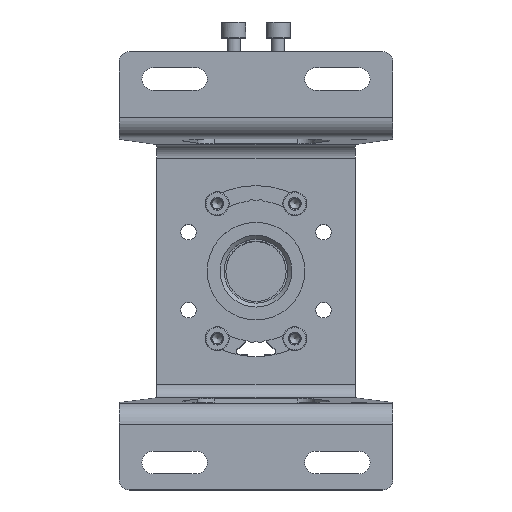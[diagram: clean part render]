
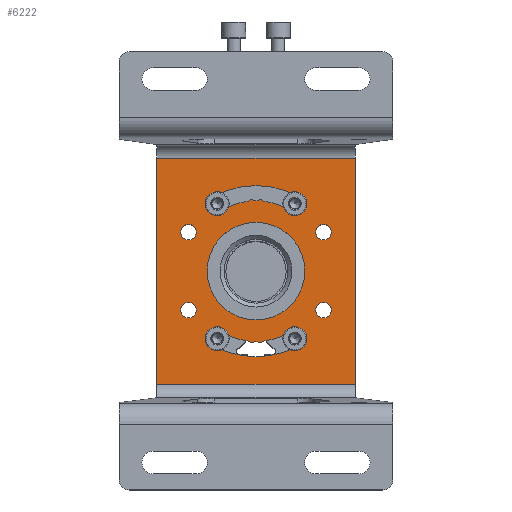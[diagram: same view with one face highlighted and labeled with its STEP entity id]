
A CAD part, top view. The second image highlights one B-rep face of the part: STEP entity #6222.
In plain terms, the highlighted face is planar.
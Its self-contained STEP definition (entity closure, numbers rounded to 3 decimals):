
#430=LINE('',#10296,#942);
#431=LINE('',#10299,#943);
#432=LINE('',#10301,#944);
#433=LINE('',#10303,#945);
#942=VECTOR('',#8325,1000.);
#943=VECTOR('',#8326,1000.);
#944=VECTOR('',#8327,1000.);
#945=VECTOR('',#8328,1000.);
#1291=PLANE('',#6887);
#1596=CIRCLE('',#6888,2.25);
#1597=CIRCLE('',#6889,2.25);
#1598=CIRCLE('',#6890,2.25);
#1599=CIRCLE('',#6891,2.25);
#1600=CIRCLE('',#6892,2.25);
#1601=CIRCLE('',#6893,25.);
#1602=CIRCLE('',#6894,2.25);
#1603=CIRCLE('',#6895,20.5);
#1604=CIRCLE('',#6896,5.);
#1605=CIRCLE('',#6897,0.5);
#1606=CIRCLE('',#6898,2.15);
#1607=CIRCLE('',#6899,0.5);
#1608=CIRCLE('',#6900,5.);
#1609=CIRCLE('',#6901,20.5);
#1610=CIRCLE('',#6902,14.25);
#1611=CIRCLE('',#6903,5.);
#1612=CIRCLE('',#6904,20.5);
#1613=CIRCLE('',#6905,2.25);
#1614=CIRCLE('',#6906,25.);
#1615=CIRCLE('',#6907,2.25);
#1616=CIRCLE('',#6908,20.5);
#1617=CIRCLE('',#6909,5.);
#1618=CIRCLE('',#6910,0.5);
#1619=CIRCLE('',#6911,2.15);
#1620=CIRCLE('',#6912,0.5);
#2619=ORIENTED_EDGE('',*,*,#3878,.T.);
#2620=ORIENTED_EDGE('',*,*,#3879,.T.);
#2621=ORIENTED_EDGE('',*,*,#3880,.T.);
#2622=ORIENTED_EDGE('',*,*,#3881,.T.);
#2623=ORIENTED_EDGE('',*,*,#3882,.T.);
#2624=ORIENTED_EDGE('',*,*,#3883,.T.);
#2625=ORIENTED_EDGE('',*,*,#3884,.T.);
#2626=ORIENTED_EDGE('',*,*,#3885,.F.);
#2627=ORIENTED_EDGE('',*,*,#3886,.T.);
#2628=ORIENTED_EDGE('',*,*,#3887,.F.);
#2629=ORIENTED_EDGE('',*,*,#3888,.T.);
#2630=ORIENTED_EDGE('',*,*,#3889,.F.);
#2631=ORIENTED_EDGE('',*,*,#3890,.T.);
#2632=ORIENTED_EDGE('',*,*,#3891,.F.);
#2633=ORIENTED_EDGE('',*,*,#3892,.T.);
#2634=ORIENTED_EDGE('',*,*,#3893,.F.);
#2635=ORIENTED_EDGE('',*,*,#3894,.T.);
#2636=ORIENTED_EDGE('',*,*,#3895,.F.);
#2637=ORIENTED_EDGE('',*,*,#3896,.F.);
#2638=ORIENTED_EDGE('',*,*,#3897,.F.);
#2639=ORIENTED_EDGE('',*,*,#3898,.T.);
#2640=ORIENTED_EDGE('',*,*,#3899,.F.);
#2641=ORIENTED_EDGE('',*,*,#3900,.F.);
#2642=ORIENTED_EDGE('',*,*,#3901,.F.);
#2643=ORIENTED_EDGE('',*,*,#3902,.T.);
#2644=ORIENTED_EDGE('',*,*,#3903,.F.);
#2645=ORIENTED_EDGE('',*,*,#3904,.T.);
#2646=ORIENTED_EDGE('',*,*,#3905,.F.);
#2647=ORIENTED_EDGE('',*,*,#3906,.T.);
#3878=EDGE_CURVE('',#4612,#4612,#1596,.T.);
#3879=EDGE_CURVE('',#4613,#4613,#1597,.T.);
#3880=EDGE_CURVE('',#4614,#4614,#1598,.T.);
#3881=EDGE_CURVE('',#4615,#4615,#1599,.T.);
#3882=EDGE_CURVE('',#4616,#4617,#1600,.T.);
#3883=EDGE_CURVE('',#4617,#4618,#1601,.T.);
#3884=EDGE_CURVE('',#4618,#4619,#1602,.T.);
#3885=EDGE_CURVE('',#4620,#4619,#1603,.T.);
#3886=EDGE_CURVE('',#4620,#4621,#1604,.T.);
#3887=EDGE_CURVE('',#4622,#4621,#1605,.T.);
#3888=EDGE_CURVE('',#4622,#4623,#1606,.T.);
#3889=EDGE_CURVE('',#4624,#4623,#1607,.T.);
#3890=EDGE_CURVE('',#4624,#4625,#1608,.T.);
#3891=EDGE_CURVE('',#4616,#4625,#1609,.T.);
#3892=EDGE_CURVE('',#4626,#4626,#1610,.T.);
#3893=EDGE_CURVE('',#4627,#4628,#430,.T.);
#3894=EDGE_CURVE('',#4627,#4629,#431,.T.);
#3895=EDGE_CURVE('',#4630,#4629,#432,.T.);
#3896=EDGE_CURVE('',#4628,#4630,#433,.T.);
#3897=EDGE_CURVE('',#4631,#4632,#1611,.F.);
#3898=EDGE_CURVE('',#4631,#4633,#1612,.F.);
#3899=EDGE_CURVE('',#4634,#4633,#1613,.F.);
#3900=EDGE_CURVE('',#4635,#4634,#1614,.F.);
#3901=EDGE_CURVE('',#4636,#4635,#1615,.F.);
#3902=EDGE_CURVE('',#4636,#4637,#1616,.F.);
#3903=EDGE_CURVE('',#4638,#4637,#1617,.F.);
#3904=EDGE_CURVE('',#4638,#4639,#1618,.F.);
#3905=EDGE_CURVE('',#4640,#4639,#1619,.F.);
#3906=EDGE_CURVE('',#4640,#4632,#1620,.F.);
#4612=VERTEX_POINT('',#10267);
#4613=VERTEX_POINT('',#10269);
#4614=VERTEX_POINT('',#10271);
#4615=VERTEX_POINT('',#10273);
#4616=VERTEX_POINT('',#10275);
#4617=VERTEX_POINT('',#10276);
#4618=VERTEX_POINT('',#10278);
#4619=VERTEX_POINT('',#10280);
#4620=VERTEX_POINT('',#10282);
#4621=VERTEX_POINT('',#10284);
#4622=VERTEX_POINT('',#10286);
#4623=VERTEX_POINT('',#10288);
#4624=VERTEX_POINT('',#10290);
#4625=VERTEX_POINT('',#10292);
#4626=VERTEX_POINT('',#10295);
#4627=VERTEX_POINT('',#10297);
#4628=VERTEX_POINT('',#10298);
#4629=VERTEX_POINT('',#10300);
#4630=VERTEX_POINT('',#10302);
#4631=VERTEX_POINT('',#10305);
#4632=VERTEX_POINT('',#10306);
#4633=VERTEX_POINT('',#10308);
#4634=VERTEX_POINT('',#10310);
#4635=VERTEX_POINT('',#10312);
#4636=VERTEX_POINT('',#10314);
#4637=VERTEX_POINT('',#10316);
#4638=VERTEX_POINT('',#10318);
#4639=VERTEX_POINT('',#10320);
#4640=VERTEX_POINT('',#10322);
#5158=EDGE_LOOP('',(#2619));
#5159=EDGE_LOOP('',(#2620));
#5160=EDGE_LOOP('',(#2621));
#5161=EDGE_LOOP('',(#2622));
#5162=EDGE_LOOP('',(#2623,#2624,#2625,#2626,#2627,#2628,#2629,#2630,#2631,
#2632));
#5163=EDGE_LOOP('',(#2633));
#5164=EDGE_LOOP('',(#2634,#2635,#2636,#2637));
#5165=EDGE_LOOP('',(#2638,#2639,#2640,#2641,#2642,#2643,#2644,#2645,#2646,
#2647));
#5670=FACE_BOUND('',#5158,.T.);
#5671=FACE_BOUND('',#5159,.T.);
#5672=FACE_BOUND('',#5160,.T.);
#5673=FACE_BOUND('',#5161,.T.);
#5674=FACE_BOUND('',#5162,.T.);
#5675=FACE_BOUND('',#5163,.T.);
#5676=FACE_BOUND('',#5164,.T.);
#5677=FACE_BOUND('',#5165,.T.);
#6222=ADVANCED_FACE('',(#5670,#5671,#5672,#5673,#5674,#5675,#5676,#5677),
#1291,.F.);
#6887=AXIS2_PLACEMENT_3D('',#10265,#8293,#8294);
#6888=AXIS2_PLACEMENT_3D('',#10266,#8295,#8296);
#6889=AXIS2_PLACEMENT_3D('',#10268,#8297,#8298);
#6890=AXIS2_PLACEMENT_3D('',#10270,#8299,#8300);
#6891=AXIS2_PLACEMENT_3D('',#10272,#8301,#8302);
#6892=AXIS2_PLACEMENT_3D('',#10274,#8303,#8304);
#6893=AXIS2_PLACEMENT_3D('',#10277,#8305,#8306);
#6894=AXIS2_PLACEMENT_3D('',#10279,#8307,#8308);
#6895=AXIS2_PLACEMENT_3D('',#10281,#8309,#8310);
#6896=AXIS2_PLACEMENT_3D('',#10283,#8311,#8312);
#6897=AXIS2_PLACEMENT_3D('',#10285,#8313,#8314);
#6898=AXIS2_PLACEMENT_3D('',#10287,#8315,#8316);
#6899=AXIS2_PLACEMENT_3D('',#10289,#8317,#8318);
#6900=AXIS2_PLACEMENT_3D('',#10291,#8319,#8320);
#6901=AXIS2_PLACEMENT_3D('',#10293,#8321,#8322);
#6902=AXIS2_PLACEMENT_3D('',#10294,#8323,#8324);
#6903=AXIS2_PLACEMENT_3D('',#10304,#8329,#8330);
#6904=AXIS2_PLACEMENT_3D('',#10307,#8331,#8332);
#6905=AXIS2_PLACEMENT_3D('',#10309,#8333,#8334);
#6906=AXIS2_PLACEMENT_3D('',#10311,#8335,#8336);
#6907=AXIS2_PLACEMENT_3D('',#10313,#8337,#8338);
#6908=AXIS2_PLACEMENT_3D('',#10315,#8339,#8340);
#6909=AXIS2_PLACEMENT_3D('',#10317,#8341,#8342);
#6910=AXIS2_PLACEMENT_3D('',#10319,#8343,#8344);
#6911=AXIS2_PLACEMENT_3D('',#10321,#8345,#8346);
#6912=AXIS2_PLACEMENT_3D('',#10323,#8347,#8348);
#8293=DIRECTION('',(0.,0.,1.));
#8294=DIRECTION('',(1.,0.,0.));
#8295=DIRECTION('',(0.,0.,1.));
#8296=DIRECTION('',(1.,0.,0.));
#8297=DIRECTION('',(0.,0.,1.));
#8298=DIRECTION('',(1.,0.,0.));
#8299=DIRECTION('',(0.,0.,1.));
#8300=DIRECTION('',(1.,0.,0.));
#8301=DIRECTION('',(0.,0.,1.));
#8302=DIRECTION('',(1.,0.,0.));
#8303=DIRECTION('',(0.,0.,1.));
#8304=DIRECTION('',(1.,0.,0.));
#8305=DIRECTION('',(0.,0.,1.));
#8306=DIRECTION('',(1.,0.,0.));
#8307=DIRECTION('',(0.,0.,1.));
#8308=DIRECTION('',(1.,0.,0.));
#8309=DIRECTION('',(0.,0.,1.));
#8310=DIRECTION('',(1.,0.,0.));
#8311=DIRECTION('',(0.,0.,1.));
#8312=DIRECTION('',(1.,0.,0.));
#8313=DIRECTION('',(0.,0.,1.));
#8314=DIRECTION('',(1.,0.,0.));
#8315=DIRECTION('',(0.,0.,1.));
#8316=DIRECTION('',(1.,0.,0.));
#8317=DIRECTION('',(0.,0.,1.));
#8318=DIRECTION('',(1.,0.,0.));
#8319=DIRECTION('',(0.,0.,1.));
#8320=DIRECTION('',(1.,0.,0.));
#8321=DIRECTION('',(0.,0.,1.));
#8322=DIRECTION('',(1.,0.,0.));
#8323=DIRECTION('',(0.,0.,1.));
#8324=DIRECTION('',(1.,0.,0.));
#8325=DIRECTION('',(0.,1.,0.));
#8326=DIRECTION('',(-1.,0.,0.));
#8327=DIRECTION('',(0.,-1.,0.));
#8328=DIRECTION('',(-1.,0.,0.));
#8329=DIRECTION('',(0.,0.,1.));
#8330=DIRECTION('',(1.,0.,0.));
#8331=DIRECTION('',(0.,0.,1.));
#8332=DIRECTION('',(1.,0.,0.));
#8333=DIRECTION('',(0.,0.,1.));
#8334=DIRECTION('',(1.,0.,0.));
#8335=DIRECTION('',(0.,0.,1.));
#8336=DIRECTION('',(1.,0.,0.));
#8337=DIRECTION('',(0.,0.,1.));
#8338=DIRECTION('',(1.,0.,0.));
#8339=DIRECTION('',(0.,0.,1.));
#8340=DIRECTION('',(1.,0.,0.));
#8341=DIRECTION('',(0.,0.,1.));
#8342=DIRECTION('',(1.,0.,0.));
#8343=DIRECTION('',(0.,0.,1.));
#8344=DIRECTION('',(1.,0.,0.));
#8345=DIRECTION('',(0.,0.,1.));
#8346=DIRECTION('',(1.,0.,0.));
#8347=DIRECTION('',(0.,0.,1.));
#8348=DIRECTION('',(1.,0.,0.));
#10265=CARTESIAN_POINT('',(40.,-33.,-2.));
#10266=CARTESIAN_POINT('',(-19.702,11.375,-2.));
#10267=CARTESIAN_POINT('',(-17.452,11.375,-2.));
#10268=CARTESIAN_POINT('',(-19.702,-11.375,-2.));
#10269=CARTESIAN_POINT('',(-17.452,-11.375,-2.));
#10270=CARTESIAN_POINT('',(19.702,-11.375,-2.));
#10271=CARTESIAN_POINT('',(21.952,-11.375,-2.));
#10272=CARTESIAN_POINT('',(19.702,11.375,-2.));
#10273=CARTESIAN_POINT('',(21.952,11.375,-2.));
#10274=CARTESIAN_POINT('',(11.375,19.702,-2.));
#10275=CARTESIAN_POINT('',(10.25,17.754,-2.));
#10276=CARTESIAN_POINT('',(12.5,21.651,-2.));
#10277=CARTESIAN_POINT('',(0.,0.,
-2.));
#10278=CARTESIAN_POINT('',(-12.5,21.651,-2.));
#10279=CARTESIAN_POINT('',(-11.375,19.702,-2.));
#10280=CARTESIAN_POINT('',(-10.25,17.754,-2.));
#10281=CARTESIAN_POINT('',(0.,0.,-2.));
#10282=CARTESIAN_POINT('',(-3.734,20.157,-2.));
#10283=CARTESIAN_POINT('',(-4.,25.15,-2.));
#10284=CARTESIAN_POINT('',(-1.478,20.832,-2.));
#10285=CARTESIAN_POINT('',(-1.226,20.401,-2.));
#10286=CARTESIAN_POINT('',(-0.995,20.844,-2.));
#10287=CARTESIAN_POINT('',(0.,22.75,-2.));
#10288=CARTESIAN_POINT('',(0.995,20.844,-2.));
#10289=CARTESIAN_POINT('',(1.226,20.401,-2.));
#10290=CARTESIAN_POINT('',(1.478,20.832,-2.));
#10291=CARTESIAN_POINT('',(4.,25.15,-2.));
#10292=CARTESIAN_POINT('',(3.734,20.157,-2.));
#10293=CARTESIAN_POINT('',(0.,0.,-2.));
#10294=CARTESIAN_POINT('',(0.,0.,-2.));
#10295=CARTESIAN_POINT('',(14.25,0.,-2.));
#10296=CARTESIAN_POINT('',(29.,-33.,-2.));
#10297=CARTESIAN_POINT('',(29.,-33.,-2.));
#10298=CARTESIAN_POINT('',(29.,33.,-2.));
#10299=CARTESIAN_POINT('',(40.,-33.,-2.));
#10300=CARTESIAN_POINT('',(-29.,-33.,-2.));
#10301=CARTESIAN_POINT('',(-29.,-33.,-2.));
#10302=CARTESIAN_POINT('',(-29.,33.,-2.));
#10303=CARTESIAN_POINT('',(40.,33.,-2.));
#10304=CARTESIAN_POINT('',(-4.,-25.15,-2.));
#10305=CARTESIAN_POINT('',(-3.734,-20.157,-2.));
#10306=CARTESIAN_POINT('',(-1.478,-20.832,-2.));
#10307=CARTESIAN_POINT('',(0.,0.,
-2.));
#10308=CARTESIAN_POINT('',(-10.25,-17.754,-2.));
#10309=CARTESIAN_POINT('',(-11.375,-19.702,-2.));
#10310=CARTESIAN_POINT('',(-12.5,-21.651,-2.));
#10311=CARTESIAN_POINT('',(0.,0.,-2.));
#10312=CARTESIAN_POINT('',(12.5,-21.651,-2.));
#10313=CARTESIAN_POINT('',(11.375,-19.702,-2.));
#10314=CARTESIAN_POINT('',(10.25,-17.754,-2.));
#10315=CARTESIAN_POINT('',(0.,0.,-2.));
#10316=CARTESIAN_POINT('',(3.734,-20.157,-2.));
#10317=CARTESIAN_POINT('',(4.,-25.15,-2.));
#10318=CARTESIAN_POINT('',(1.478,-20.832,-2.));
#10319=CARTESIAN_POINT('',(1.226,-20.401,-2.));
#10320=CARTESIAN_POINT('',(0.995,-20.844,-2.));
#10321=CARTESIAN_POINT('',(0.,-22.75,-2.));
#10322=CARTESIAN_POINT('',(-0.995,-20.844,-2.));
#10323=CARTESIAN_POINT('',(-1.226,-20.401,-2.));
